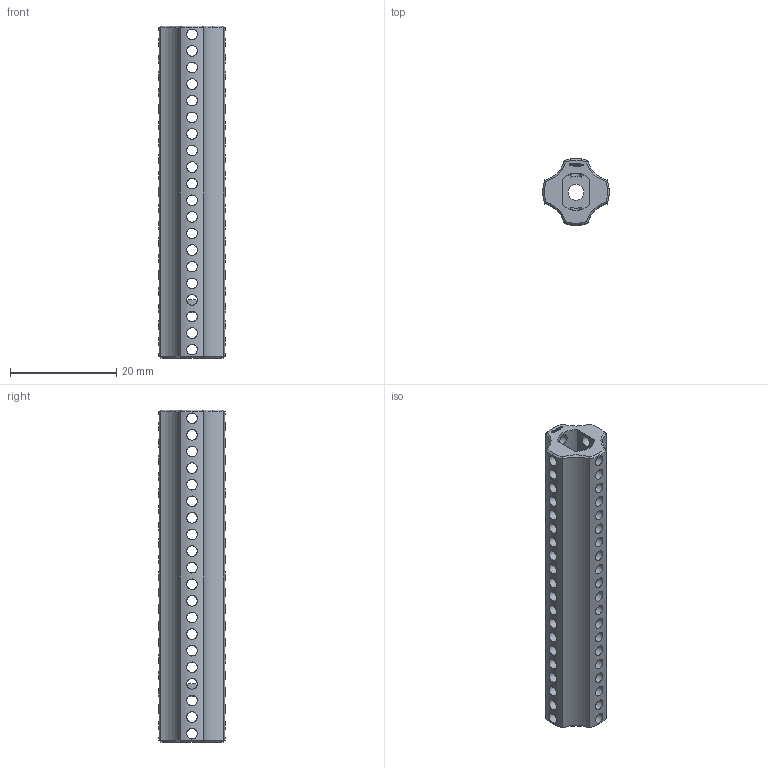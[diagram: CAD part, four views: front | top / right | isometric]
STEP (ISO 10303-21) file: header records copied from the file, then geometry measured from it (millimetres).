
FILE_DESCRIPTION(('FreeCAD Model'),'2;1');
FILE_NAME('Open CASCADE Shape Model','2024-06-16T00:58:47',(''),(''), 'Open CASCADE STEP processor 7.6','FreeCAD','Unknown');
FILE_SCHEMA(('AUTOMOTIVE_DESIGN { 1 0 10303 214 1 1 1 1 }'));
Length unit declared in the file: millimetre
Products named in the file (1): Power-Transmission Hub PLN IDX FXD TTMotor BU05.00 - SPN-PTH-0219 
(stemfie.org)
Bounding box: 12.5 x 12.5 x 62.5 mm (x, y, z)
Volume: 3867 mm3; surface area: 5061.5 mm2
Topology: 1 solids, 1 shells, 587 faces, 1717 edges, 1152 vertices
Faces by surface type: plane 320, extrusion 144, cylinder 101, cone 22
Full cylindrical faces by diameter (mm): 2 x80, 3 x1
Entity records: 26766 total; most frequent: CARTESIAN_POINT 11651, ORIENTED_EDGE 3434, DIRECTION 2393, EDGE_CURVE 1717, VECTOR 1247, VERTEX_POINT 1152, LINE 1103, FACE_BOUND 769
